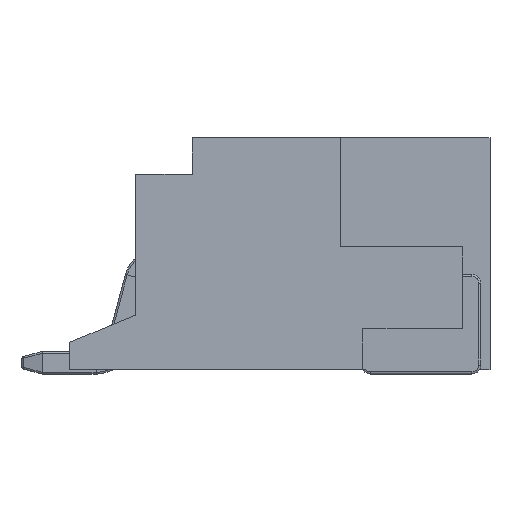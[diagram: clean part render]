
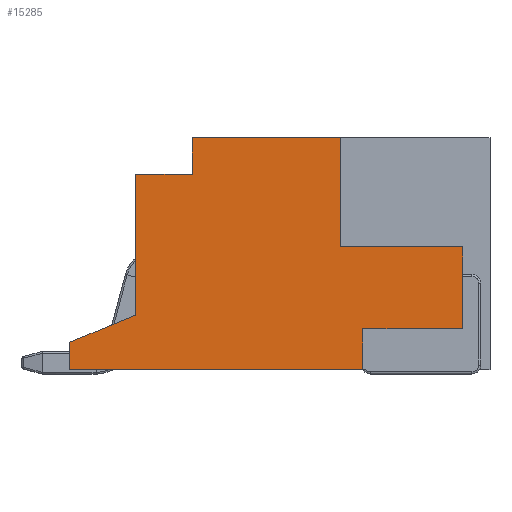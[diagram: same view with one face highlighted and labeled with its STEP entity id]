
A CAD part, left-side view. The second image highlights one B-rep face of the part: STEP entity #15285.
In plain terms, the highlighted planar face has unit normal (-1, 0, 0).
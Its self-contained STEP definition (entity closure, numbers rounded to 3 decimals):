
#177 = EDGE_CURVE ( 'NONE', #822, #21426, #17882, .T. ) ;
#215 = ORIENTED_EDGE ( 'NONE', *, *, #22203, .F. ) ;
#241 = VECTOR ( 'NONE', #4611, 1000. ) ;
#342 = LINE ( 'NONE', #8475, #7187 ) ;
#822 = VERTEX_POINT ( 'NONE', #1557 ) ;
#1557 = CARTESIAN_POINT ( 'NONE',  ( -6., 3.85, 0.1 ) ) ;
#1941 = DIRECTION ( 'NONE',  ( 0., 1., 0. ) ) ;
#2119 = CARTESIAN_POINT ( 'NONE',  ( -6., 1.15, 4.4 ) ) ;
#2154 = DIRECTION ( 'NONE',  ( 1., 0., 0. ) ) ;
#2230 = CARTESIAN_POINT ( 'NONE',  ( -6., 3.85, 0.1 ) ) ;
#2382 = LINE ( 'NONE', #20835, #10764 ) ;
#2532 = DIRECTION ( 'NONE',  ( 0., -1., 0. ) ) ;
#2557 = CARTESIAN_POINT ( 'NONE',  ( -6., -5.4, 5.2 ) ) ;
#3383 = VERTEX_POINT ( 'NONE', #20880 ) ;
#3626 = CARTESIAN_POINT ( 'NONE',  ( -6., 2.4, 1.3 ) ) ;
#3653 = CARTESIAN_POINT ( 'NONE',  ( -6., -2.6, 0.1 ) ) ;
#3977 = LINE ( 'NONE', #20934, #7859 ) ;
#4447 = DIRECTION ( 'NONE',  ( 0., -1., 0. ) ) ;
#4611 = DIRECTION ( 'NONE',  ( 0., 1., 0. ) ) ;
#4670 = DIRECTION ( 'NONE',  ( 0., -0.924, 0.382 ) ) ;
#5322 = DIRECTION ( 'NONE',  ( 0., 1., 0. ) ) ;
#6215 = VERTEX_POINT ( 'NONE', #16218 ) ;
#6414 = AXIS2_PLACEMENT_3D ( 'NONE', #24383, #2154, #5322 ) ;
#6793 = CARTESIAN_POINT ( 'NONE',  ( -6., 1.15, 4.4 ) ) ;
#7187 = VECTOR ( 'NONE', #10332, 1000. ) ;
#7477 = VECTOR ( 'NONE', #4670, 1000. ) ;
#7859 = VECTOR ( 'NONE', #22691, 1000. ) ;
#7997 = LINE ( 'NONE', #2230, #19453 ) ;
#8099 = EDGE_CURVE ( 'NONE', #15552, #16364, #9847, .T. ) ;
#8101 = VECTOR ( 'NONE', #10630, 1000. ) ;
#8106 = VERTEX_POINT ( 'NONE', #11834 ) ;
#8475 = CARTESIAN_POINT ( 'NONE',  ( -6., -4.8, 1. ) ) ;
#9151 = ORIENTED_EDGE ( 'NONE', *, *, #19383, .T. ) ;
#9196 = FACE_OUTER_BOUND ( 'NONE', #18089, .T. ) ;
#9245 = ORIENTED_EDGE ( 'NONE', *, *, #23691, .T. ) ;
#9645 = CARTESIAN_POINT ( 'NONE',  ( -6., -2.1, 5.2 ) ) ;
#9847 = LINE ( 'NONE', #17696, #241 ) ;
#10002 = DIRECTION ( 'NONE',  ( 0., 0., 1. ) ) ;
#10332 = DIRECTION ( 'NONE',  ( 0., 0., 1. ) ) ;
#10630 = DIRECTION ( 'NONE',  ( 0., -1., 0. ) ) ;
#10667 = CARTESIAN_POINT ( 'NONE',  ( -6., -2.6, 0.1 ) ) ;
#10732 = VECTOR ( 'NONE', #19095, 1000. ) ;
#10764 = VECTOR ( 'NONE', #10002, 1000. ) ;
#11385 = CARTESIAN_POINT ( 'NONE',  ( -6., -2.6, 1. ) ) ;
#11834 = CARTESIAN_POINT ( 'NONE',  ( -6., 2.4, 4.4 ) ) ;
#12190 = ORIENTED_EDGE ( 'NONE', *, *, #17438, .T. ) ;
#12347 = VECTOR ( 'NONE', #2532, 1000. ) ;
#12615 = LINE ( 'NONE', #24212, #8101 ) ;
#13724 = CARTESIAN_POINT ( 'NONE',  ( -6., -4.8, 1. ) ) ;
#13792 = LINE ( 'NONE', #2557, #16081 ) ;
#14058 = VECTOR ( 'NONE', #22864, 1000. ) ;
#14409 = VERTEX_POINT ( 'NONE', #11385 ) ;
#14478 = ORIENTED_EDGE ( 'NONE', *, *, #8099, .T. ) ;
#14585 = VERTEX_POINT ( 'NONE', #6793 ) ;
#14671 = EDGE_CURVE ( 'NONE', #14585, #3383, #18843, .T. ) ;
#15125 = EDGE_CURVE ( 'NONE', #22746, #15552, #342, .T. ) ;
#15285 = ADVANCED_FACE ( 'NONE', ( #9196 ), #19241, .F. ) ;
#15290 = CARTESIAN_POINT ( 'NONE',  ( -6., 1.15, 4.4 ) ) ;
#15552 = VERTEX_POINT ( 'NONE', #16848 ) ;
#15722 = ORIENTED_EDGE ( 'NONE', *, *, #18227, .F. ) ;
#16081 = VECTOR ( 'NONE', #4447, 1000. ) ;
#16218 = CARTESIAN_POINT ( 'NONE',  ( -6., 3.85, 0.7 ) ) ;
#16364 = VERTEX_POINT ( 'NONE', #19984 ) ;
#16848 = CARTESIAN_POINT ( 'NONE',  ( -6., -4.8, 2.8 ) ) ;
#17438 = EDGE_CURVE ( 'NONE', #21426, #14409, #22622, .T. ) ;
#17696 = CARTESIAN_POINT ( 'NONE',  ( -6., -4.8, 2.8 ) ) ;
#17749 = CARTESIAN_POINT ( 'NONE',  ( -6., -5.4, 0.1 ) ) ;
#17882 = LINE ( 'NONE', #17749, #12347 ) ;
#18089 = EDGE_LOOP ( 'NONE', ( #12190, #22444, #19482, #14478, #9245, #15722, #22799, #9151, #20445, #21091, #215, #21619 ) ) ;
#18227 = EDGE_CURVE ( 'NONE', #3383, #18442, #13792, .T. ) ;
#18442 = VERTEX_POINT ( 'NONE', #9645 ) ;
#18704 = EDGE_CURVE ( 'NONE', #14409, #22746, #12615, .T. ) ;
#18843 = LINE ( 'NONE', #2119, #10732 ) ;
#19028 = LINE ( 'NONE', #15290, #24359 ) ;
#19095 = DIRECTION ( 'NONE',  ( 0., 0., 1. ) ) ;
#19241 = PLANE ( 'NONE',  #6414 ) ;
#19383 = EDGE_CURVE ( 'NONE', #14585, #8106, #19028, .T. ) ;
#19453 = VECTOR ( 'NONE', #19565, 1000. ) ;
#19482 = ORIENTED_EDGE ( 'NONE', *, *, #15125, .T. ) ;
#19565 = DIRECTION ( 'NONE',  ( 0., 0., 1. ) ) ;
#19620 = LINE ( 'NONE', #23367, #7477 ) ;
#19902 = EDGE_CURVE ( 'NONE', #8106, #22605, #3977, .T. ) ;
#19984 = CARTESIAN_POINT ( 'NONE',  ( -6., -2.1, 2.8 ) ) ;
#20445 = ORIENTED_EDGE ( 'NONE', *, *, #19902, .T. ) ;
#20692 = EDGE_CURVE ( 'NONE', #6215, #22605, #19620, .T. ) ;
#20835 = CARTESIAN_POINT ( 'NONE',  ( -6., -2.1, 2.8 ) ) ;
#20880 = CARTESIAN_POINT ( 'NONE',  ( -6., 1.15, 5.2 ) ) ;
#20934 = CARTESIAN_POINT ( 'NONE',  ( -6., 2.4, 5.2 ) ) ;
#21091 = ORIENTED_EDGE ( 'NONE', *, *, #20692, .F. ) ;
#21426 = VERTEX_POINT ( 'NONE', #10667 ) ;
#21619 = ORIENTED_EDGE ( 'NONE', *, *, #177, .T. ) ;
#22203 = EDGE_CURVE ( 'NONE', #822, #6215, #7997, .T. ) ;
#22444 = ORIENTED_EDGE ( 'NONE', *, *, #18704, .T. ) ;
#22605 = VERTEX_POINT ( 'NONE', #3626 ) ;
#22622 = LINE ( 'NONE', #3653, #14058 ) ;
#22691 = DIRECTION ( 'NONE',  ( 0., 0., -1. ) ) ;
#22746 = VERTEX_POINT ( 'NONE', #13724 ) ;
#22799 = ORIENTED_EDGE ( 'NONE', *, *, #14671, .F. ) ;
#22864 = DIRECTION ( 'NONE',  ( 0., 0., 1. ) ) ;
#23367 = CARTESIAN_POINT ( 'NONE',  ( -6., 3.85, 0.7 ) ) ;
#23691 = EDGE_CURVE ( 'NONE', #16364, #18442, #2382, .T. ) ;
#24212 = CARTESIAN_POINT ( 'NONE',  ( -6., -2.6, 1. ) ) ;
#24359 = VECTOR ( 'NONE', #1941, 1000. ) ;
#24383 = CARTESIAN_POINT ( 'NONE',  ( -6., -5.4, 5.2 ) ) ;
